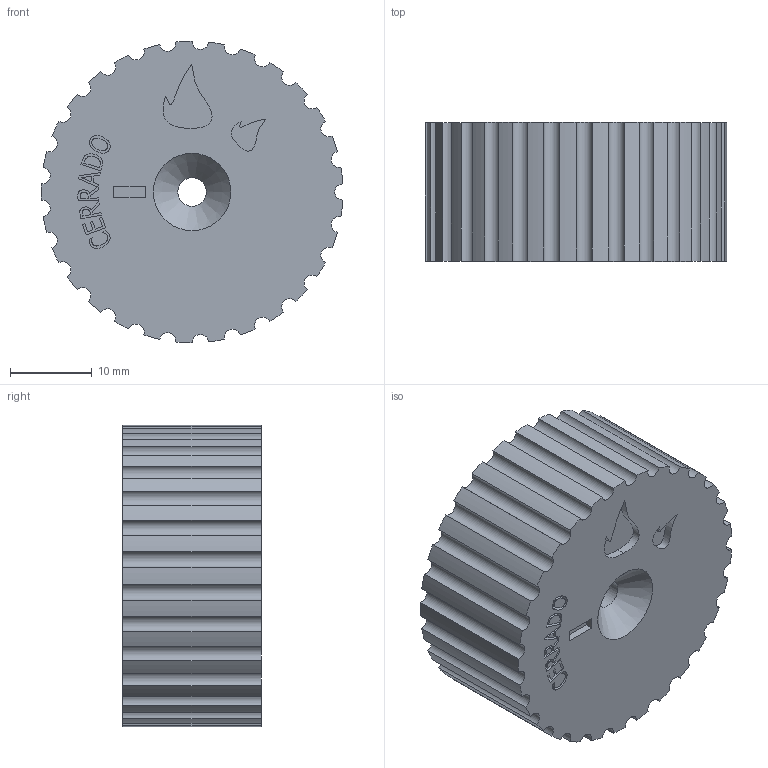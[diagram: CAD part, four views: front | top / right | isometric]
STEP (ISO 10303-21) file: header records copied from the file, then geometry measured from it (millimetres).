
FILE_DESCRIPTION(/* description */ (''),/* implementation_level */ '2;1');
FILE_NAME(/* name */ 'Gas_cooker_key.stp',/* time_stamp */ '2017-05-23T19:40:31+02:00',/* author */ ('resaj'),/* organization */ (''),/* preprocessor_version */ 'ST-DEVELOPER v15.2',/* originating_system */ 'Autodesk Inventor 2014',/* authorisation */ '');
FILE_SCHEMA (('AUTOMOTIVE_DESIGN { 1 0 10303 214 3 1 1 }'));
Length unit declared in the file: millimetre
Products named in the file (1): Gas_cooker_key
Bounding box: 36.97 x 17 x 37 mm (x, y, z)
Volume: 12574.3 mm3; surface area: 5474.7 mm2
Topology: 1 solids, 1 shells, 208 faces, 569 edges, 379 vertices
Faces by surface type: plane 87, cylinder 62, bspline 58, cone 1
Full cylindrical faces by diameter (mm): 3.5 x1, 30.3 x1
Entity records: 6968 total; most frequent: CARTESIAN_POINT 1932, ORIENTED_EDGE 1132, DIRECTION 877, EDGE_CURVE 566, VERTEX_POINT 379, LINE 325, VECTOR 325, AXIS2_PLACEMENT_3D 276
